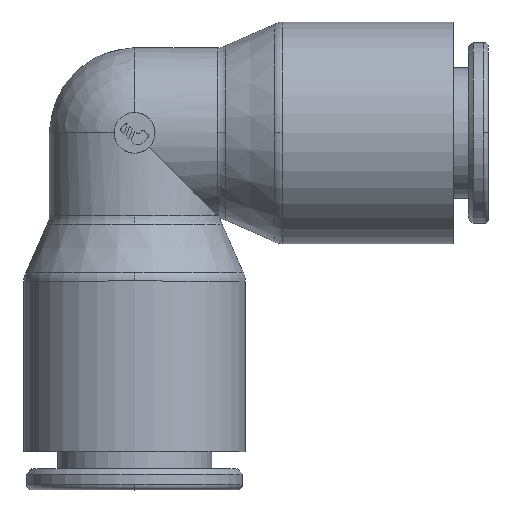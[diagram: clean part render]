
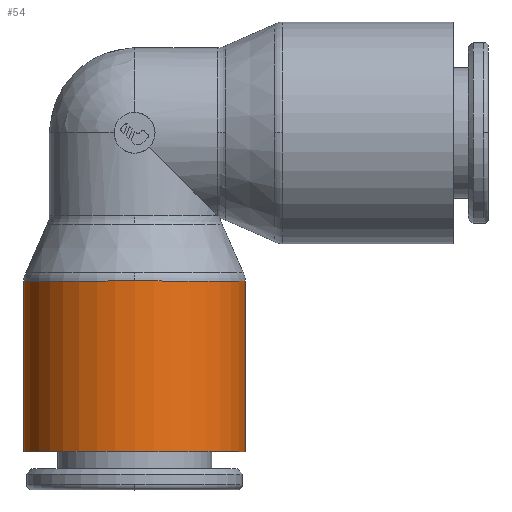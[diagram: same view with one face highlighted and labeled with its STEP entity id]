
A CAD part, top view. The second image highlights one B-rep face of the part: STEP entity #54.
In plain terms, the highlighted cylindrical face has radius 9.5 mm (diameter 19 mm), a partial arc.
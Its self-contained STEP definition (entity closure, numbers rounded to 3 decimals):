
#54=ADVANCED_FACE('',(#137),#138,.T.);
#137=FACE_OUTER_BOUND('',#294,.T.);
#138=CYLINDRICAL_SURFACE('',#295,9.5);
#294=EDGE_LOOP('',(#501,#502,#503,#504,#505));
#295=AXIS2_PLACEMENT_3D('',#506,#507,#508);
#501=ORIENTED_EDGE('',*,*,#1072,.F.);
#502=ORIENTED_EDGE('',*,*,#1073,.T.);
#503=ORIENTED_EDGE('',*,*,#1074,.T.);
#504=ORIENTED_EDGE('',*,*,#1075,.F.);
#505=ORIENTED_EDGE('',*,*,#1076,.F.);
#506=CARTESIAN_POINT('',(-27.3,-20.0,0.0));
#507=DIRECTION('',(0.,-1.0,0.0));
#508=DIRECTION('',(1.0,0.,0.0));
#1072=EDGE_CURVE('',#1293,#1294,#1295,.T.);
#1073=EDGE_CURVE('',#1293,#1296,#1297,.T.);
#1074=EDGE_CURVE('',#1296,#1298,#1299,.T.);
#1075=EDGE_CURVE('',#1300,#1298,#1301,.T.);
#1076=EDGE_CURVE('',#1294,#1300,#1302,.T.);
#1293=VERTEX_POINT('',#1623);
#1294=VERTEX_POINT('',#1624);
#1295=LINE('',#1625,#1626);
#1296=VERTEX_POINT('',#1627);
#1297=CIRCLE('',#1628,9.5);
#1298=VERTEX_POINT('',#1629);
#1299=CIRCLE('',#1630,9.5);
#1300=VERTEX_POINT('',#1631);
#1301=LINE('',#1632,#1633);
#1302=CIRCLE('',#1634,9.5);
#1623=CARTESIAN_POINT('',(-17.8,-12.7,0.0));
#1624=CARTESIAN_POINT('',(-17.8,-27.3,0.0));
#1625=CARTESIAN_POINT('',(-17.8,-20.0,0.));
#1626=VECTOR('',#2248,1.0);
#1627=CARTESIAN_POINT('',(-27.3,-12.7,9.5));
#1628=AXIS2_PLACEMENT_3D('',#2249,#2250,#2251);
#1629=CARTESIAN_POINT('',(-36.8,-12.7,0.));
#1630=AXIS2_PLACEMENT_3D('',#2252,#2253,#2254);
#1631=CARTESIAN_POINT('',(-36.8,-27.3,0.));
#1632=CARTESIAN_POINT('',(-36.8,-20.0,0.));
#1633=VECTOR('',#2255,1.0);
#1634=AXIS2_PLACEMENT_3D('',#2256,#2257,#2258);
#2248=DIRECTION('',(0.,-1.0,0.0));
#2249=CARTESIAN_POINT('',(-27.3,-12.7,0.0));
#2250=DIRECTION('',(0.,-1.0,0.0));
#2251=DIRECTION('',(1.0,0.,0.0));
#2252=CARTESIAN_POINT('',(-27.3,-12.7,0.0));
#2253=DIRECTION('',(0.,-1.0,0.0));
#2254=DIRECTION('',(1.0,0.,0.0));
#2255=DIRECTION('',(0.,1.0,-0.0));
#2256=CARTESIAN_POINT('',(-27.3,-27.3,0.0));
#2257=DIRECTION('',(0.,-1.0,0.0));
#2258=DIRECTION('',(1.0,0.,0.0));
